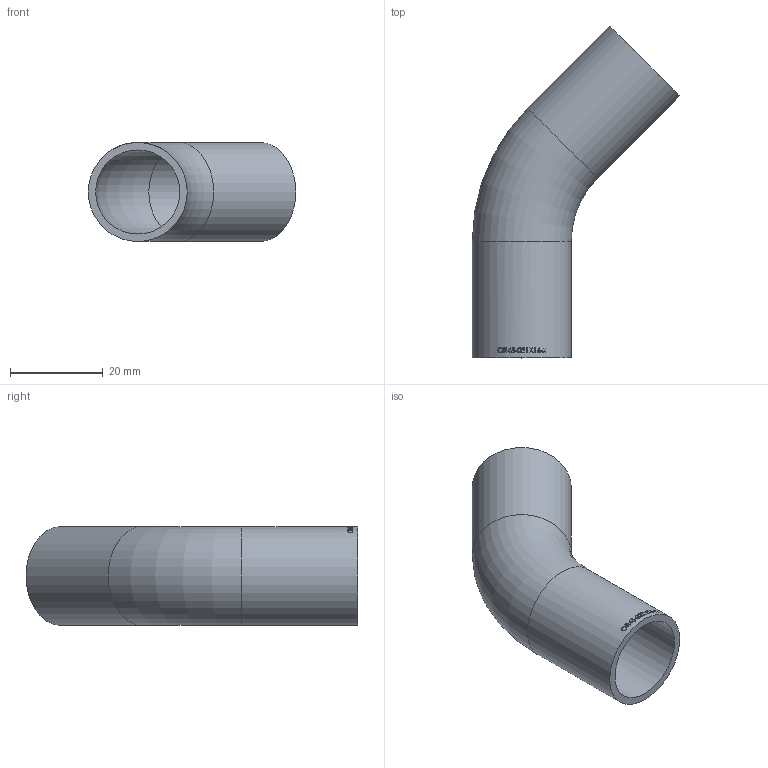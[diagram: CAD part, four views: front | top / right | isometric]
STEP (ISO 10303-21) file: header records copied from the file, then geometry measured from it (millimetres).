
FILE_DESCRIPTION (( 'STEP AP214' ), '1' );
FILE_NAME ('OR45-021X16-x Bogen orbital 45° ISO 2008.STEP', '2020-08-19T09:46:24', ( '' ), ( '' ), 'SwSTEP 2.0', 'SolidWorks 2019', '' );
FILE_SCHEMA (( 'AUTOMOTIVE_DESIGN' ));
Length unit declared in the file: millimetre
Products named in the file (1): OR45-021X16-x Bogen orbital 45° ISO 2008
Bounding box: 44.65 x 71.42 x 21.3 mm (x, y, z)
Volume: 7284.3 mm3; surface area: 9303.4 mm2
Topology: 1 solids, 1 shells, 27 faces, 150 edges, 142 vertices
Faces by surface type: cylinder 23, torus 2, plane 2
Full cylindrical faces by diameter (mm): 18.1 x2, 21.3 x2
Entity records: 2396 total; most frequent: CARTESIAN_POINT 1133, ORIENTED_EDGE 272, DIRECTION 158, VERTEX_POINT 136, EDGE_CURVE 136, B_SPLINE_CURVE_WITH_KNOTS 75, AXIS2_PLACEMENT_3D 70, EDGE_LOOP 52
